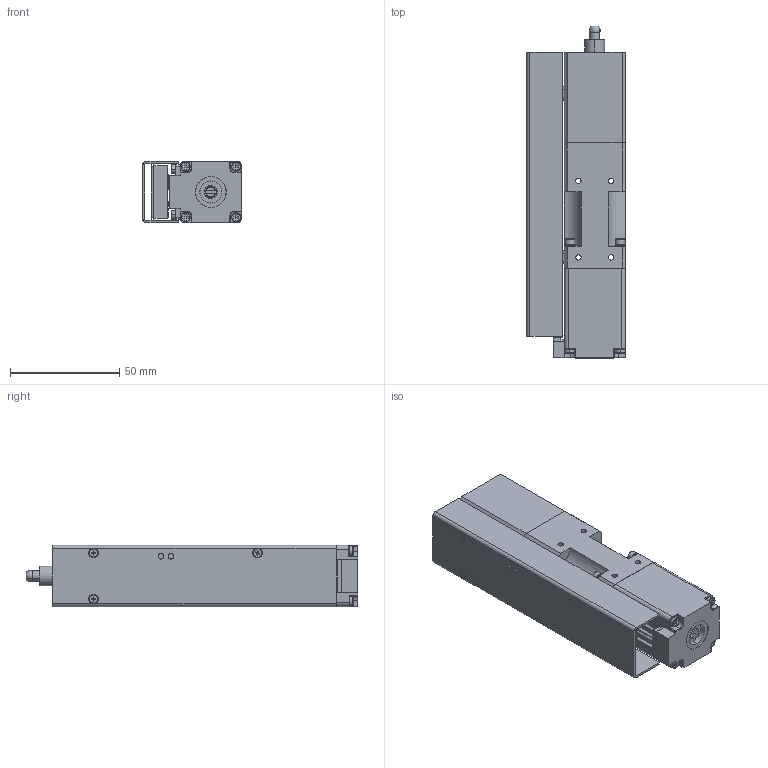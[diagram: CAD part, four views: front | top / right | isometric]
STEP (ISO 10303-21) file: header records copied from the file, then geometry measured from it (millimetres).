
FILE_DESCRIPTION (( 'STEP AP203' ), '1' );
FILE_NAME ('5010-11-TBV-44C602.STEP', '2023-10-12T00:41:33', ( 'Microsoft' ), ( 'Microsoft' ), 'SwSTEP 2.0', 'SolidWorks 2021', '' );
FILE_SCHEMA (( 'CONFIG_CONTROL_DESIGN' ));
Length unit declared in the file: millimetre
Products named in the file (1): 5010-11-TBV-44C602
Bounding box: 45.2 x 151.9 x 28 mm (x, y, z)
Surface area: 40837.7 mm2 (no closed solid volume)
Topology: 0 solids, 49 shells, 633 faces, 2477 edges, 1816 vertices
Faces by surface type: plane 314, cylinder 256, torus 38, cone 25
Entity records: 25834 total; most frequent: CARTESIAN_POINT 5103, DIRECTION 4463, ORIENTED_EDGE 3640, EDGE_CURVE 2467, VERTEX_POINT 1816, LINE 1623, VECTOR 1623, AXIS2_PLACEMENT_3D 1420
